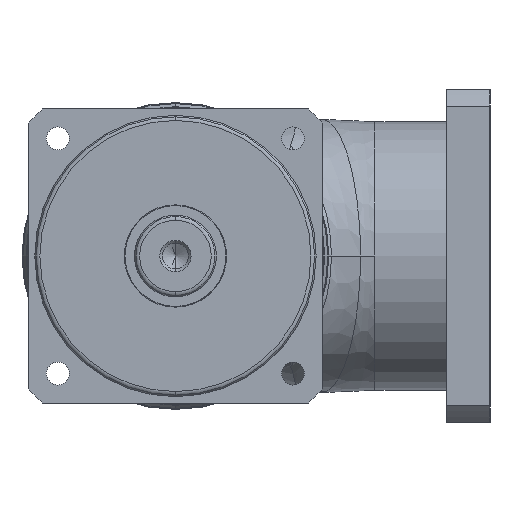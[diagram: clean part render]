
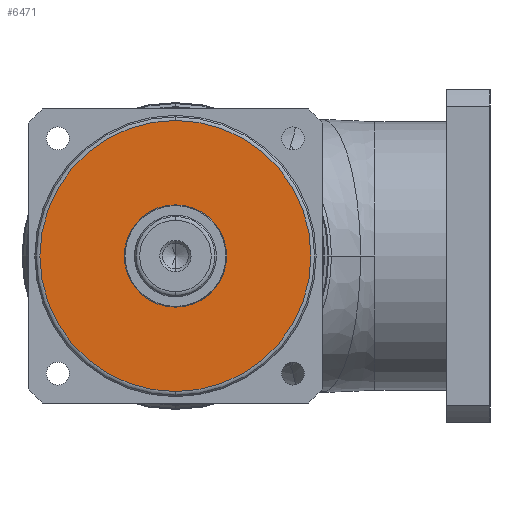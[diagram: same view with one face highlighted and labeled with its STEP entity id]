
A CAD part, left-side view. The second image highlights one B-rep face of the part: STEP entity #6471.
In plain terms, the highlighted planar face has unit normal (-1, 0, 0).
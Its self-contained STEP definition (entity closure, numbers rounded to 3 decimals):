
#525=CARTESIAN_POINT('',(-22.,0.,0.));
#526=DIRECTION('',(-1.,0.,0.));
#527=DIRECTION('',(0.,0.,1.));
#528=AXIS2_PLACEMENT_3D('',#525,#526,#527);
#530=CARTESIAN_POINT('',(-22.,0.,0.));
#531=DIRECTION('',(-1.,0.,0.));
#532=DIRECTION('',(0.,0.,-1.));
#533=AXIS2_PLACEMENT_3D('',#530,#531,#532);
#535=CARTESIAN_POINT('',(-22.,0.,0.));
#536=DIRECTION('',(1.,0.,0.));
#537=DIRECTION('',(0.,0.,1.));
#538=AXIS2_PLACEMENT_3D('',#535,#536,#537);
#540=CARTESIAN_POINT('',(-22.,0.,0.));
#541=DIRECTION('',(1.,0.,0.));
#542=DIRECTION('',(0.,0.,-1.));
#543=AXIS2_PLACEMENT_3D('',#540,#541,#542);
#5422=CARTESIAN_POINT('',(-22.,0.,-20.));
#5423=VERTEX_POINT('',#5422);
#5424=CARTESIAN_POINT('',(-22.,0.,20.));
#5425=VERTEX_POINT('',#5424);
#5642=CARTESIAN_POINT('',(-22.,0.,-53.));
#5643=VERTEX_POINT('',#5642);
#5644=CARTESIAN_POINT('',(-22.,0.,53.));
#5645=VERTEX_POINT('',#5644);
#6455=CARTESIAN_POINT('',(-22.,0.,0.));
#6456=DIRECTION('',(-1.,0.,0.));
#6457=DIRECTION('',(0.,0.,1.));
#6458=AXIS2_PLACEMENT_3D('',#6455,#6456,#6457);
#6459=PLANE('',#6458);
#6460=ORIENTED_EDGE('',*,*,#6445,.F.);
#6462=ORIENTED_EDGE('',*,*,#6461,.F.);
#6463=EDGE_LOOP('',(#6460,#6462));
#6464=FACE_OUTER_BOUND('',#6463,.F.);
#6466=ORIENTED_EDGE('',*,*,#6465,.F.);
#6468=ORIENTED_EDGE('',*,*,#6467,.F.);
#6469=EDGE_LOOP('',(#6466,#6468));
#6470=FACE_BOUND('',#6469,.F.);
#6471=ADVANCED_FACE('',(#6464,#6470),#6459,.T.);
#529=CIRCLE('',#528,53.);
#534=CIRCLE('',#533,53.);
#539=CIRCLE('',#538,20.);
#544=CIRCLE('',#543,20.);
#6445=EDGE_CURVE('',#5645,#5643,#529,.T.);
#6461=EDGE_CURVE('',#5643,#5645,#534,.T.);
#6465=EDGE_CURVE('',#5425,#5423,#539,.T.);
#6467=EDGE_CURVE('',#5423,#5425,#544,.T.);
